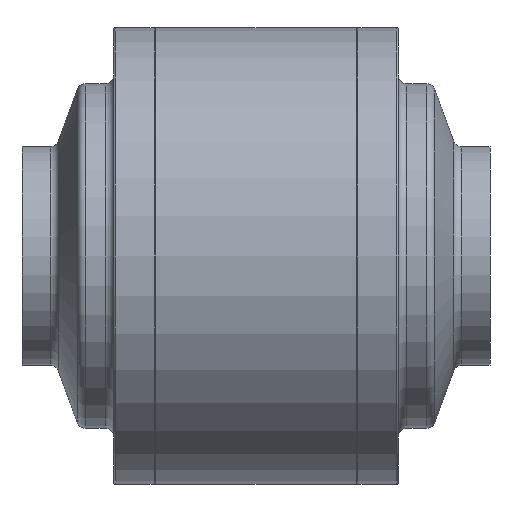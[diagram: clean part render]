
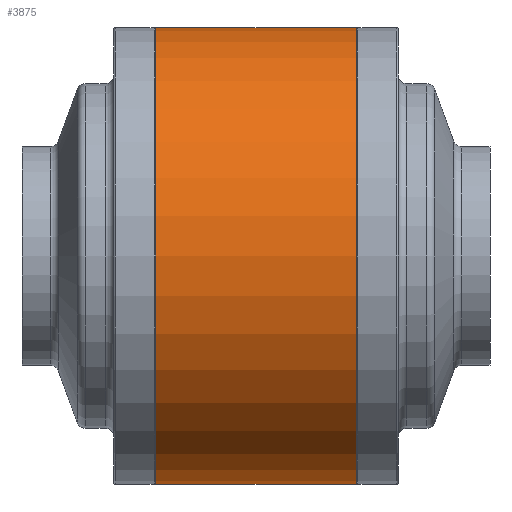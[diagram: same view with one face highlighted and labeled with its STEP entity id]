
A CAD part, front view. The second image highlights one B-rep face of the part: STEP entity #3875.
In plain terms, the highlighted cylindrical face has radius 79.5 mm (diameter 159 mm), a partial arc.
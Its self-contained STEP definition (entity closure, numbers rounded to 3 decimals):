
#64 = CARTESIAN_POINT ( 'NONE',  ( 35., 0., 0. ) ) ;
#272 = AXIS2_PLACEMENT_3D ( 'NONE', #391, #2111, #2431 ) ;
#391 = CARTESIAN_POINT ( 'NONE',  ( -29.32, 0., 0. ) ) ;
#625 = VERTEX_POINT ( 'NONE', #1881 ) ;
#632 = CARTESIAN_POINT ( 'NONE',  ( -35., 0., -79.5 ) ) ;
#900 = ORIENTED_EDGE ( 'NONE', *, *, #3464, .T. ) ;
#994 = DIRECTION ( 'NONE',  ( -1., 0., 0. ) ) ;
#1052 = CIRCLE ( 'NONE', #1370, 79.5 ) ;
#1370 = AXIS2_PLACEMENT_3D ( 'NONE', #3411, #994, #3056 ) ;
#1421 = CARTESIAN_POINT ( 'NONE',  ( -35., 0., 79.5 ) ) ;
#1426 = EDGE_CURVE ( 'NONE', #2309, #2940, #2635, .T. ) ;
#1454 = EDGE_CURVE ( 'NONE', #2309, #625, #1716, .T. ) ;
#1537 = DIRECTION ( 'NONE',  ( -1., 0., 0. ) ) ;
#1564 = ORIENTED_EDGE ( 'NONE', *, *, #1454, .T. ) ;
#1686 = FACE_OUTER_BOUND ( 'NONE', #2011, .T. ) ;
#1716 = CIRCLE ( 'NONE', #2764, 79.5 ) ;
#1739 = VECTOR ( 'NONE', #4032, 1000. ) ;
#1852 = VERTEX_POINT ( 'NONE', #1421 ) ;
#1881 = CARTESIAN_POINT ( 'NONE',  ( 35., 0., 79.5 ) ) ;
#2011 = EDGE_LOOP ( 'NONE', ( #3118, #1564, #900, #3620 ) ) ;
#2111 = DIRECTION ( 'NONE',  ( -1., 0., 0. ) ) ;
#2117 = DIRECTION ( 'NONE',  ( -1., 0., 0. ) ) ;
#2218 = CARTESIAN_POINT ( 'NONE',  ( -29.32, 0., -79.5 ) ) ;
#2309 = VERTEX_POINT ( 'NONE', #2723 ) ;
#2431 = DIRECTION ( 'NONE',  ( 0., 0., 1. ) ) ;
#2635 = LINE ( 'NONE', #2218, #3681 ) ;
#2723 = CARTESIAN_POINT ( 'NONE',  ( 35., 0., -79.5 ) ) ;
#2764 = AXIS2_PLACEMENT_3D ( 'NONE', #64, #2117, #4199 ) ;
#2895 = EDGE_CURVE ( 'NONE', #2940, #1852, #1052, .T. ) ;
#2940 = VERTEX_POINT ( 'NONE', #632 ) ;
#3056 = DIRECTION ( 'NONE',  ( 0., 0., 1. ) ) ;
#3118 = ORIENTED_EDGE ( 'NONE', *, *, #1426, .F. ) ;
#3411 = CARTESIAN_POINT ( 'NONE',  ( -35., 0., 0. ) ) ;
#3464 = EDGE_CURVE ( 'NONE', #625, #1852, #3594, .T. ) ;
#3594 = LINE ( 'NONE', #4370, #1739 ) ;
#3620 = ORIENTED_EDGE ( 'NONE', *, *, #2895, .F. ) ;
#3646 = CYLINDRICAL_SURFACE ( 'NONE', #272, 79.5 ) ;
#3681 = VECTOR ( 'NONE', #1537, 1000. ) ;
#3875 = ADVANCED_FACE ( 'NONE', ( #1686 ), #3646, .T. ) ;
#4032 = DIRECTION ( 'NONE',  ( -1., 0., 0. ) ) ;
#4199 = DIRECTION ( 'NONE',  ( 0., 0., 1. ) ) ;
#4370 = CARTESIAN_POINT ( 'NONE',  ( -29.32, 0., 79.5 ) ) ;
